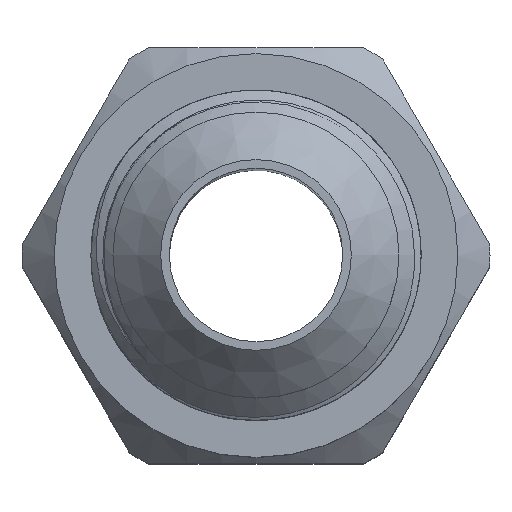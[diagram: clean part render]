
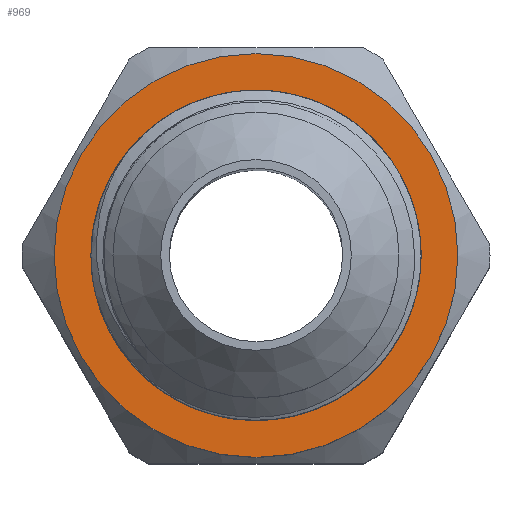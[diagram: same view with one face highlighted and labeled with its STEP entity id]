
A CAD part, top view. The second image highlights one B-rep face of the part: STEP entity #969.
In plain terms, the highlighted planar face has unit normal (0, 0, 1).
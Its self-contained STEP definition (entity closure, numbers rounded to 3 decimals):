
#40=FACE_BOUND('',#162,.T.);
#51=PLANE('',#1083);
#106=FACE_OUTER_BOUND('',#161,.T.);
#161=EDGE_LOOP('',(#859,#860));
#162=EDGE_LOOP('',(#861,#862));
#167=CIRCLE('',#995,9.525);
#168=CIRCLE('',#996,9.525);
#190=CIRCLE('',#1040,11.65);
#191=CIRCLE('',#1041,11.65);
#349=VERTEX_POINT('',#1360);
#350=VERTEX_POINT('',#1362);
#414=VERTEX_POINT('',#4684);
#415=VERTEX_POINT('',#4685);
#450=EDGE_CURVE('',#349,#350,#167,.T.);
#451=EDGE_CURVE('',#350,#349,#168,.T.);
#539=EDGE_CURVE('',#414,#415,#190,.T.);
#540=EDGE_CURVE('',#415,#414,#191,.T.);
#859=ORIENTED_EDGE('',*,*,#539,.T.);
#860=ORIENTED_EDGE('',*,*,#540,.T.);
#861=ORIENTED_EDGE('',*,*,#451,.F.);
#862=ORIENTED_EDGE('',*,*,#450,.F.);
#969=ADVANCED_FACE('',(#106,#40),#51,.T.);
#995=AXIS2_PLACEMENT_3D('',#1363,#1092,#1093);
#996=AXIS2_PLACEMENT_3D('',#1364,#1094,#1095);
#1040=AXIS2_PLACEMENT_3D('',#4686,#1205,#1206);
#1041=AXIS2_PLACEMENT_3D('',#4687,#1207,#1208);
#1083=AXIS2_PLACEMENT_3D('',#4883,#1310,#1311);
#1092=DIRECTION('center_axis',(0.,0.,1.));
#1093=DIRECTION('ref_axis',(1.,0.,0.));
#1094=DIRECTION('center_axis',(0.,0.,1.));
#1095=DIRECTION('ref_axis',(1.,0.,0.));
#1205=DIRECTION('center_axis',(0.,0.,1.));
#1206=DIRECTION('ref_axis',(1.,0.,0.));
#1207=DIRECTION('center_axis',(0.,0.,1.));
#1208=DIRECTION('ref_axis',(1.,0.,0.));
#1310=DIRECTION('center_axis',(0.,0.,1.));
#1311=DIRECTION('ref_axis',(1.,0.,0.));
#1360=CARTESIAN_POINT('',(-10.492,-1.428,55.5));
#1362=CARTESIAN_POINT('',(8.558,-1.428,55.5));
#1363=CARTESIAN_POINT('Origin',(-0.967,-1.428,55.5));
#1364=CARTESIAN_POINT('Origin',(-0.967,-1.428,55.5));
#4684=CARTESIAN_POINT('',(10.683,-1.428,55.5));
#4685=CARTESIAN_POINT('',(-12.617,-1.428,55.5));
#4686=CARTESIAN_POINT('Origin',(-0.967,-1.428,55.5));
#4687=CARTESIAN_POINT('Origin',(-0.967,-1.428,55.5));
#4883=CARTESIAN_POINT('Origin',(-0.967,8.097,55.5));
